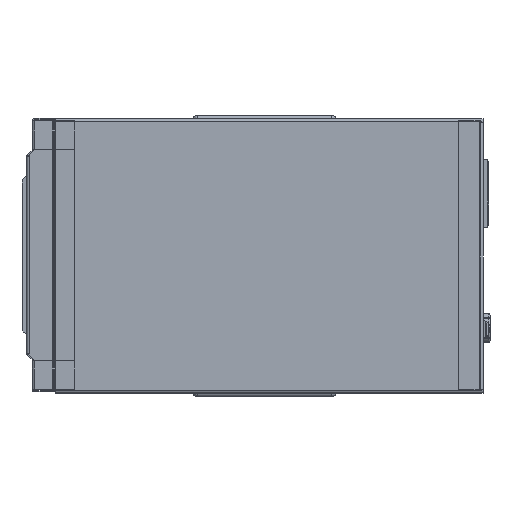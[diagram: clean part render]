
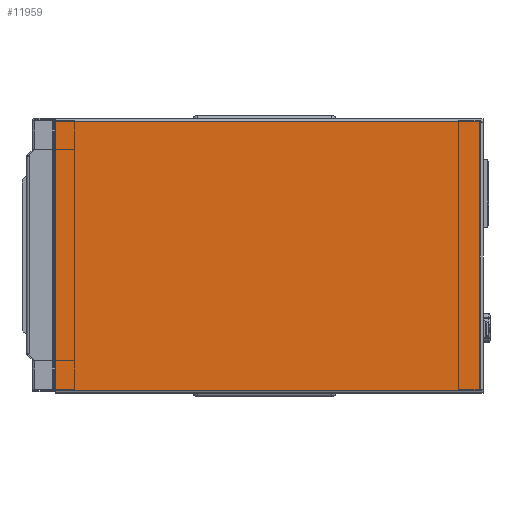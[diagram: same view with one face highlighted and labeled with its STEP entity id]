
A CAD part, left-side view. The second image highlights one B-rep face of the part: STEP entity #11959.
In plain terms, the highlighted face is planar.
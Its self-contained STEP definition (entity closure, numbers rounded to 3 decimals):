
#6994=FACE_OUTER_BOUND('',#16124,.T.);
#11959=ADVANCED_FACE('NONE',(#6994),#13411,.T.);
#13411=PLANE('',#48856);
#16124=EDGE_LOOP('',(#22712,#22713,#22714,#22715));
#22712=ORIENTED_EDGE('',*,*,#37784,.T.);
#22713=ORIENTED_EDGE('',*,*,#37748,.T.);
#22714=ORIENTED_EDGE('',*,*,#37775,.T.);
#22715=ORIENTED_EDGE('',*,*,#37790,.T.);
#33379=VERTEX_POINT('',#73073);
#33380=VERTEX_POINT('',#73074);
#33392=VERTEX_POINT('',#73217);
#33396=VERTEX_POINT('',#73236);
#37748=EDGE_CURVE('NONE',#33379,#33380,#42355,.T.);
#37775=EDGE_CURVE('NONE',#33380,#33392,#42376,.T.);
#37784=EDGE_CURVE('NONE',#33396,#33379,#42383,.T.);
#37790=EDGE_CURVE('NONE',#33392,#33396,#42387,.T.);
#42355=LINE('',#73072,#45417);
#42376=LINE('',#73218,#45438);
#42383=LINE('',#73235,#45445);
#42387=LINE('',#73245,#45449);
#45417=VECTOR('',#58076,1.);
#45438=VECTOR('',#58119,1.);
#45445=VECTOR('',#58140,1.);
#45449=VECTOR('',#58154,1.);
#48856=AXIS2_PLACEMENT_3D('',#73247,#58157,#58158);
#58076=DIRECTION('',(0.,0.,1.));
#58119=DIRECTION('',(1.,0.,0.));
#58140=DIRECTION('',(-1.,0.,0.));
#58154=DIRECTION('',(0.,0.,-1.));
#58157=DIRECTION('',(0.,1.,0.));
#58158=DIRECTION('',(0.,0.,1.));
#73072=CARTESIAN_POINT('',(1.8,0.,1.8));
#73073=CARTESIAN_POINT('',(1.8,0.,1.8));
#73074=CARTESIAN_POINT('',(1.8,0.,171.2));
#73217=CARTESIAN_POINT('',(270.,0.,171.2));
#73218=CARTESIAN_POINT('',(0.,0.,171.2));
#73235=CARTESIAN_POINT('',(270.,0.,1.8));
#73236=CARTESIAN_POINT('',(270.,0.,1.8));
#73245=CARTESIAN_POINT('',(270.,0.,0.));
#73247=CARTESIAN_POINT('',(0.,0.,0.));
